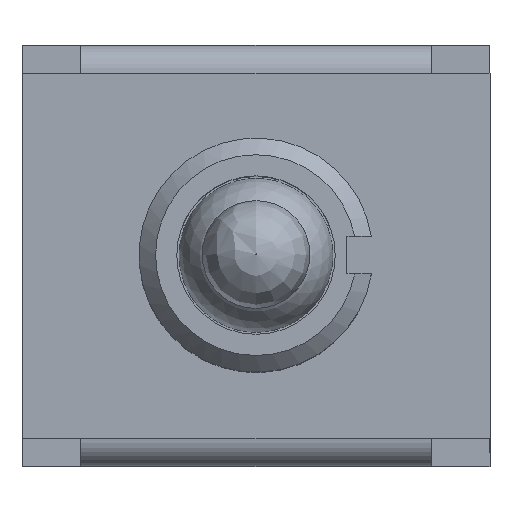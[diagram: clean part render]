
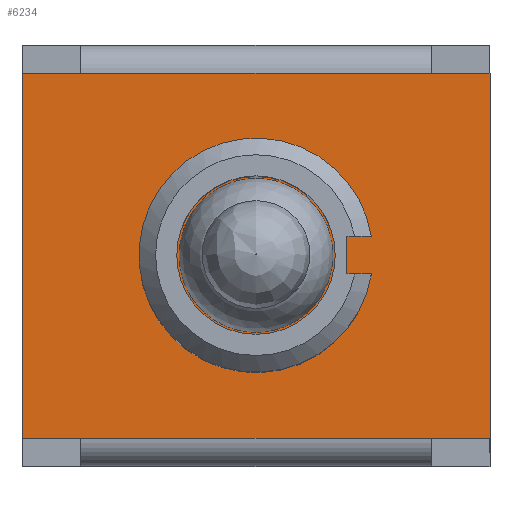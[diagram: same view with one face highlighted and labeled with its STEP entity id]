
A CAD part, top view. The second image highlights one B-rep face of the part: STEP entity #6234.
In plain terms, the highlighted planar face has unit normal (0, 0, 1).
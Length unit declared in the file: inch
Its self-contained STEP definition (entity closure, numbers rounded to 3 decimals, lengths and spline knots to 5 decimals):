
#498=FACE_OUTER_BOUND('',#871,.T.);
#871=EDGE_LOOP('',(#4950,#4951,#4952,#4953,#4954,#4955,#4956,#4957));
#1509=LINE('',#9731,#2242);
#1513=LINE('',#9738,#2246);
#1515=LINE('',#9741,#2248);
#1519=LINE('',#9750,#2252);
#1521=LINE('',#9755,#2254);
#1523=LINE('',#9758,#2256);
#1526=LINE('',#9767,#2259);
#1527=LINE('',#9769,#2260);
#2242=VECTOR('',#7828,0.3937);
#2246=VECTOR('',#7834,0.3937);
#2248=VECTOR('',#7838,0.3937);
#2252=VECTOR('',#7844,0.3937);
#2254=VECTOR('',#7848,0.3937);
#2256=VECTOR('',#7852,0.3937);
#2259=VECTOR('',#7865,0.3937);
#2260=VECTOR('',#7868,0.3937);
#2792=VERTEX_POINT('',#9545);
#2795=VERTEX_POINT('',#9557);
#2800=VERTEX_POINT('',#9573);
#2852=VERTEX_POINT('',#9729);
#2853=VERTEX_POINT('',#9734);
#2855=VERTEX_POINT('',#9743);
#2858=VERTEX_POINT('',#9748);
#2860=VERTEX_POINT('',#9753);
#3579=EDGE_CURVE('',#2800,#2852,#1509,.T.);
#3583=EDGE_CURVE('',#2795,#2853,#1513,.T.);
#3585=EDGE_CURVE('',#2852,#2853,#1515,.T.);
#3589=EDGE_CURVE('',#2858,#2855,#1519,.T.);
#3591=EDGE_CURVE('',#2792,#2860,#1521,.T.);
#3593=EDGE_CURVE('',#2860,#2855,#1523,.T.);
#3598=EDGE_CURVE('',#2800,#2858,#1526,.T.);
#3599=EDGE_CURVE('',#2795,#2792,#1527,.T.);
#4950=ORIENTED_EDGE('',*,*,#3599,.T.);
#4951=ORIENTED_EDGE('',*,*,#3591,.T.);
#4952=ORIENTED_EDGE('',*,*,#3593,.T.);
#4953=ORIENTED_EDGE('',*,*,#3589,.F.);
#4954=ORIENTED_EDGE('',*,*,#3598,.F.);
#4955=ORIENTED_EDGE('',*,*,#3579,.T.);
#4956=ORIENTED_EDGE('',*,*,#3585,.T.);
#4957=ORIENTED_EDGE('',*,*,#3583,.F.);
#5959=PLANE('',#6663);
#6234=ADVANCED_FACE('',(#498),#5959,.T.);
#6663=AXIS2_PLACEMENT_3D('',#9768,#7866,#7867);
#7828=DIRECTION('',(-1.,0.,0.));
#7834=DIRECTION('',(-1.,0.,0.));
#7838=DIRECTION('',(0.,-1.,0.));
#7844=DIRECTION('',(1.,0.,0.));
#7848=DIRECTION('',(1.,0.,0.));
#7852=DIRECTION('',(0.,1.,0.));
#7865=DIRECTION('',(1.,0.,0.));
#7866=DIRECTION('center_axis',(0.,0.,
1.));
#7867=DIRECTION('ref_axis',(1.,0.,0.));
#7868=DIRECTION('',(1.,0.,0.));
#9545=CARTESIAN_POINT('',(0.18701,-0.19508,0.35));
#9557=CARTESIAN_POINT('',(-0.18701,-0.19508,0.35));
#9573=CARTESIAN_POINT('',(-0.18701,0.19508,0.35));
#9729=CARTESIAN_POINT('',(-0.25,0.19508,0.35));
#9731=CARTESIAN_POINT('',(-0.18701,0.19508,0.35));
#9734=CARTESIAN_POINT('',(-0.25,-0.19508,0.35));
#9738=CARTESIAN_POINT('',(-0.18701,-0.19508,0.35));
#9741=CARTESIAN_POINT('',(-0.25,-0.19508,0.35));
#9743=CARTESIAN_POINT('',(0.25,0.19508,0.35));
#9748=CARTESIAN_POINT('',(0.18701,0.19508,0.35));
#9750=CARTESIAN_POINT('',(0.18701,0.19508,0.35));
#9753=CARTESIAN_POINT('',(0.25,-0.19508,0.35));
#9755=CARTESIAN_POINT('',(0.18701,-0.19508,0.35));
#9758=CARTESIAN_POINT('',(0.25,-0.19508,0.35));
#9767=CARTESIAN_POINT('',(0.,0.19508,0.35));
#9768=CARTESIAN_POINT('Origin',(0.,0.19508,
0.35));
#9769=CARTESIAN_POINT('',(0.,-0.19508,0.35));
